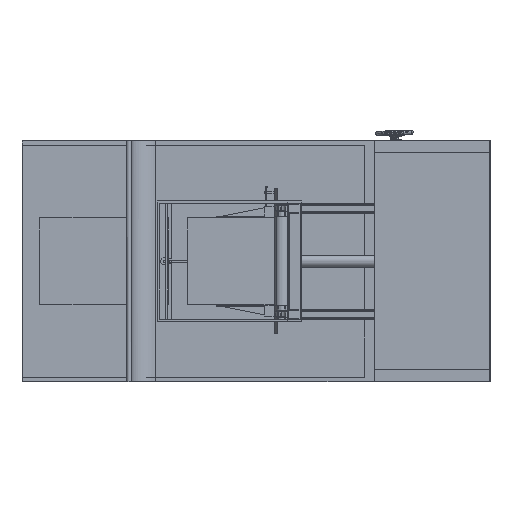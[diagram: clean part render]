
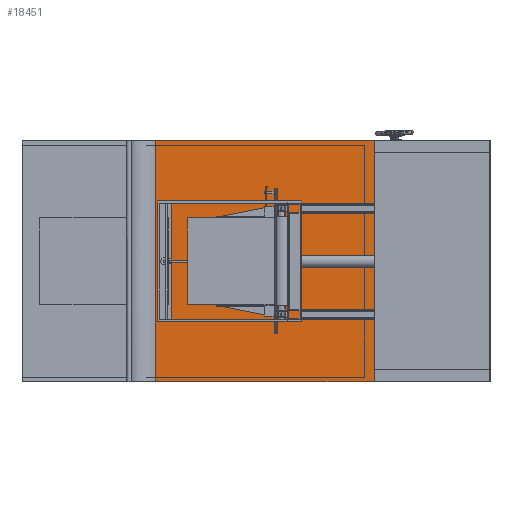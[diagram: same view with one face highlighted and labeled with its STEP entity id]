
A CAD part, left-side view. The second image highlights one B-rep face of the part: STEP entity #18451.
In plain terms, the highlighted free-form (B-spline) face has degree [1, 1] with [2, 2] control points.
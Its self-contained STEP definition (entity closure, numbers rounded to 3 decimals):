
#18272 = VERTEX_POINT('',#18273);
#18273 = CARTESIAN_POINT('',(6299.505,0.,1230.386));
#18332 = VERTEX_POINT('',#18333);
#18333 = CARTESIAN_POINT('',(6299.505,2233.597,
    1230.386));
#18339 = EDGE_CURVE('',#18332,#18272,#18340,.T.);
#18340 = B_SPLINE_CURVE_WITH_KNOTS('',1,(#18341,#18342),.UNSPECIFIED.,
  .F.,.F.,(2,2),(-2203.912,101.6),.PIECEWISE_BEZIER_KNOTS.);
#18341 = CARTESIAN_POINT('',(6299.505,2233.597,
    1230.386));
#18342 = CARTESIAN_POINT('',(6299.505,0.,1230.386));
#18381 = VERTEX_POINT('',#18382);
#18382 = CARTESIAN_POINT('',(6299.505,0.,-1230.386)
  );
#18387 = EDGE_CURVE('',#18388,#18381,#18390,.T.);
#18388 = VERTEX_POINT('',#18389);
#18389 = CARTESIAN_POINT('',(6299.505,2233.597,
    -1230.386));
#18390 = B_SPLINE_CURVE_WITH_KNOTS('',1,(#18391,#18392),.UNSPECIFIED.,
  .F.,.F.,(2,2),(-2203.912,101.6),.PIECEWISE_BEZIER_KNOTS.);
#18391 = CARTESIAN_POINT('',(6299.505,2233.597,
    -1230.386));
#18392 = CARTESIAN_POINT('',(6299.505,0.,-1230.386)
  );
#18451 = ADVANCED_FACE('',(#18452),#18466,.F.);
#18452 = FACE_BOUND('',#18453,.T.);
#18453 = EDGE_LOOP('',(#18454,#18459,#18460,#18465));
#18454 = ORIENTED_EDGE('',*,*,#18455,.T.);
#18455 = EDGE_CURVE('',#18381,#18272,#18456,.T.);
#18456 = B_SPLINE_CURVE_WITH_KNOTS('',1,(#18457,#18458),.UNSPECIFIED.,
  .F.,.F.,(2,2),(0.,2540.),.PIECEWISE_BEZIER_KNOTS.);
#18457 = CARTESIAN_POINT('',(6299.505,0.,-1230.386)
  );
#18458 = CARTESIAN_POINT('',(6299.505,0.,1230.386));
#18459 = ORIENTED_EDGE('',*,*,#18339,.F.);
#18460 = ORIENTED_EDGE('',*,*,#18461,.F.);
#18461 = EDGE_CURVE('',#18388,#18332,#18462,.T.);
#18462 = B_SPLINE_CURVE_WITH_KNOTS('',1,(#18463,#18464),.UNSPECIFIED.,
  .F.,.F.,(2,2),(2861.575,5401.575),
  .PIECEWISE_BEZIER_KNOTS.);
#18463 = CARTESIAN_POINT('',(6299.505,2233.597,
    -1230.386));
#18464 = CARTESIAN_POINT('',(6299.505,2233.597,
    1230.386));
#18465 = ORIENTED_EDGE('',*,*,#18387,.T.);
#18466 = B_SPLINE_SURFACE_WITH_KNOTS('',1,1,(
    (#18467,#18468)
    ,(#18469,#18470
    )),.UNSPECIFIED.,.F.,.F.,.F.,(2,2),(2,2),(-2540.,0.),(-101.6,
    2203.912),.PIECEWISE_BEZIER_KNOTS.);
#18467 = CARTESIAN_POINT('',(6299.505,0.,1230.386));
#18468 = CARTESIAN_POINT('',(6299.505,2233.597,
    1230.386));
#18469 = CARTESIAN_POINT('',(6299.505,0.,-1230.386)
  );
#18470 = CARTESIAN_POINT('',(6299.505,2233.597,
    -1230.386));
